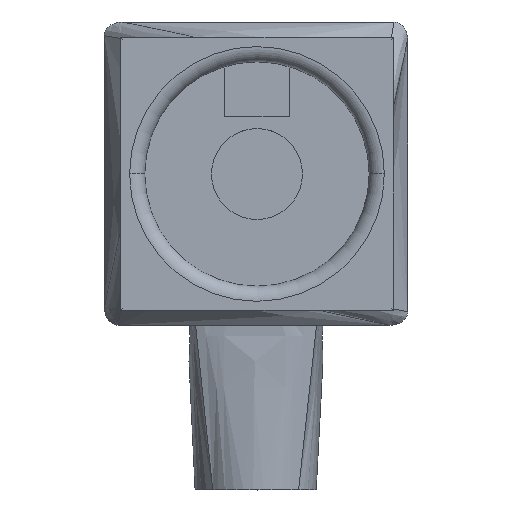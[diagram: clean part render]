
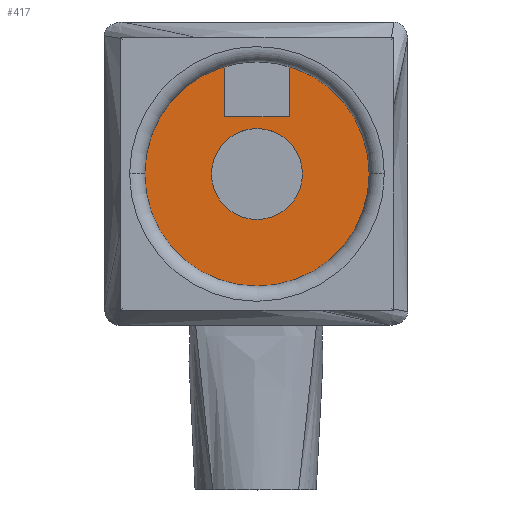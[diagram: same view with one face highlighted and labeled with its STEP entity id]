
A CAD part, top view. The second image highlights one B-rep face of the part: STEP entity #417.
In plain terms, the highlighted planar face has unit normal (0, 0, 1).
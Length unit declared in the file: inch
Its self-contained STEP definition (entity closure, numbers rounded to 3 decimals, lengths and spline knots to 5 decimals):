
#45 = AXIS2_PLACEMENT_3D ( 'NONE', #1388, #1025, #856 ) ;
#86 = DIRECTION ( 'NONE',  ( 0., 0., 1. ) ) ;
#99 = ORIENTED_EDGE ( 'NONE', *, *, #1009, .T. ) ;
#174 = LINE ( 'NONE', #1151, #532 ) ;
#183 = CARTESIAN_POINT ( 'NONE',  ( 45.2764, -6.00739, 3.34282 ) ) ;
#256 = AXIS2_PLACEMENT_3D ( 'NONE', #2469, #344, #2267 ) ;
#268 = ORIENTED_EDGE ( 'NONE', *, *, #2525, .T. ) ;
#344 = DIRECTION ( 'NONE',  ( 0., 0., 1. ) ) ;
#390 = ORIENTED_EDGE ( 'NONE', *, *, #1094, .T. ) ;
#417 = ADVANCED_FACE ( 'NONE', ( #1076, #2408 ), #549, .T. ) ;
#528 = VERTEX_POINT ( 'NONE', #605 ) ;
#532 = VECTOR ( 'NONE', #2221, 39.37008 ) ;
#543 = AXIS2_PLACEMENT_3D ( 'NONE', #2188, #86, #911 ) ;
#549 = PLANE ( 'NONE',  #1136 ) ;
#605 = CARTESIAN_POINT ( 'NONE',  ( 46.4575, -6.00739, 3.34282 ) ) ;
#671 = EDGE_CURVE ( 'NONE', #2342, #1695, #1877, .T. ) ;
#705 = DIRECTION ( 'NONE',  ( 1., 0., 0. ) ) ;
#714 = CIRCLE ( 'NONE', #256, 2.95276 ) ;
#755 = CIRCLE ( 'NONE', #45, 1.1811 ) ;
#853 = DIRECTION ( 'NONE',  ( -1., 0., 0. ) ) ;
#856 = DIRECTION ( 'NONE',  ( 1., 0., 0. ) ) ;
#862 = CARTESIAN_POINT ( 'NONE',  ( 46.11132, -4.52083, 3.34282 ) ) ;
#911 = DIRECTION ( 'NONE',  ( 1., 0., 0. ) ) ;
#924 = DIRECTION ( 'NONE',  ( 0., 0., 1. ) ) ;
#927 = CARTESIAN_POINT ( 'NONE',  ( 44.0953, -6.00739, 3.34282 ) ) ;
#938 = ORIENTED_EDGE ( 'NONE', *, *, #671, .T. ) ;
#1009 = EDGE_CURVE ( 'NONE', #1728, #1866, #1528, .T. ) ;
#1025 = DIRECTION ( 'NONE',  ( 0., 0., 1. ) ) ;
#1076 = FACE_OUTER_BOUND ( 'NONE', #1182, .T. ) ;
#1090 = ORIENTED_EDGE ( 'NONE', *, *, #1406, .F. ) ;
#1094 = EDGE_CURVE ( 'NONE', #2265, #1728, #174, .T. ) ;
#1136 = AXIS2_PLACEMENT_3D ( 'NONE', #2212, #1574, #705 ) ;
#1151 = CARTESIAN_POINT ( 'NONE',  ( 46.11132, -4.52083, 3.34282 ) ) ;
#1181 = DIRECTION ( 'NONE',  ( 0., 0., 1. ) ) ;
#1182 = EDGE_LOOP ( 'NONE', ( #938, #268, #1416, #390, #99, #2345 ) ) ;
#1200 = VECTOR ( 'NONE', #853, 39.37008 ) ;
#1216 = EDGE_CURVE ( 'NONE', #528, #2314, #1460, .T. ) ;
#1270 = CARTESIAN_POINT ( 'NONE',  ( 46.11132, -4.52083, 3.34282 ) ) ;
#1332 = AXIS2_PLACEMENT_3D ( 'NONE', #183, #1181, #2683 ) ;
#1368 = DIRECTION ( 'NONE',  ( 1., 0., 0. ) ) ;
#1388 = CARTESIAN_POINT ( 'NONE',  ( 45.2764, -6.00739, 3.34282 ) ) ;
#1406 = EDGE_CURVE ( 'NONE', #2314, #528, #755, .T. ) ;
#1416 = ORIENTED_EDGE ( 'NONE', *, *, #1911, .T. ) ;
#1460 = CIRCLE ( 'NONE', #1917, 1.1811 ) ;
#1528 = LINE ( 'NONE', #862, #1200 ) ;
#1566 = EDGE_CURVE ( 'NONE', #1866, #2342, #2283, .T. ) ;
#1574 = DIRECTION ( 'NONE',  ( 0., 0., 1. ) ) ;
#1625 = CARTESIAN_POINT ( 'NONE',  ( 48.22916, -6.00739, 3.34282 ) ) ;
#1669 = CARTESIAN_POINT ( 'NONE',  ( 44.44148, -4.52083, 3.34282 ) ) ;
#1695 = VERTEX_POINT ( 'NONE', #2500 ) ;
#1728 = VERTEX_POINT ( 'NONE', #1270 ) ;
#1866 = VERTEX_POINT ( 'NONE', #1669 ) ;
#1877 = CIRCLE ( 'NONE', #1332, 2.95276 ) ;
#1899 = EDGE_LOOP ( 'NONE', ( #1090, #2474 ) ) ;
#1911 = EDGE_CURVE ( 'NONE', #2179, #2265, #2443, .T. ) ;
#1917 = AXIS2_PLACEMENT_3D ( 'NONE', #2197, #924, #1368 ) ;
#1989 = CARTESIAN_POINT ( 'NONE',  ( 44.44148, -4.52083, 3.34282 ) ) ;
#1999 = DIRECTION ( 'NONE',  ( 0., 1., 0. ) ) ;
#2179 = VERTEX_POINT ( 'NONE', #1625 ) ;
#2183 = VECTOR ( 'NONE', #1999, 39.37008 ) ;
#2188 = CARTESIAN_POINT ( 'NONE',  ( 45.2764, -6.00739, 3.34282 ) ) ;
#2197 = CARTESIAN_POINT ( 'NONE',  ( 45.2764, -6.00739, 3.34282 ) ) ;
#2212 = CARTESIAN_POINT ( 'NONE',  ( 45.2764, -6.00739, 3.34282 ) ) ;
#2221 = DIRECTION ( 'NONE',  ( 0., -1., 0. ) ) ;
#2265 = VERTEX_POINT ( 'NONE', #2709 ) ;
#2267 = DIRECTION ( 'NONE',  ( 1., 0., 0. ) ) ;
#2283 = LINE ( 'NONE', #1989, #2183 ) ;
#2314 = VERTEX_POINT ( 'NONE', #927 ) ;
#2342 = VERTEX_POINT ( 'NONE', #2410 ) ;
#2345 = ORIENTED_EDGE ( 'NONE', *, *, #1566, .T. ) ;
#2408 = FACE_BOUND ( 'NONE', #1899, .T. ) ;
#2410 = CARTESIAN_POINT ( 'NONE',  ( 44.44148, -3.17513, 3.34282 ) ) ;
#2443 = CIRCLE ( 'NONE', #543, 2.95276 ) ;
#2469 = CARTESIAN_POINT ( 'NONE',  ( 45.2764, -6.00739, 3.34282 ) ) ;
#2474 = ORIENTED_EDGE ( 'NONE', *, *, #1216, .F. ) ;
#2500 = CARTESIAN_POINT ( 'NONE',  ( 42.32364, -6.00739, 3.34282 ) ) ;
#2525 = EDGE_CURVE ( 'NONE', #1695, #2179, #714, .T. ) ;
#2683 = DIRECTION ( 'NONE',  ( 1., 0., 0. ) ) ;
#2709 = CARTESIAN_POINT ( 'NONE',  ( 46.11132, -3.17513, 3.34282 ) ) ;
